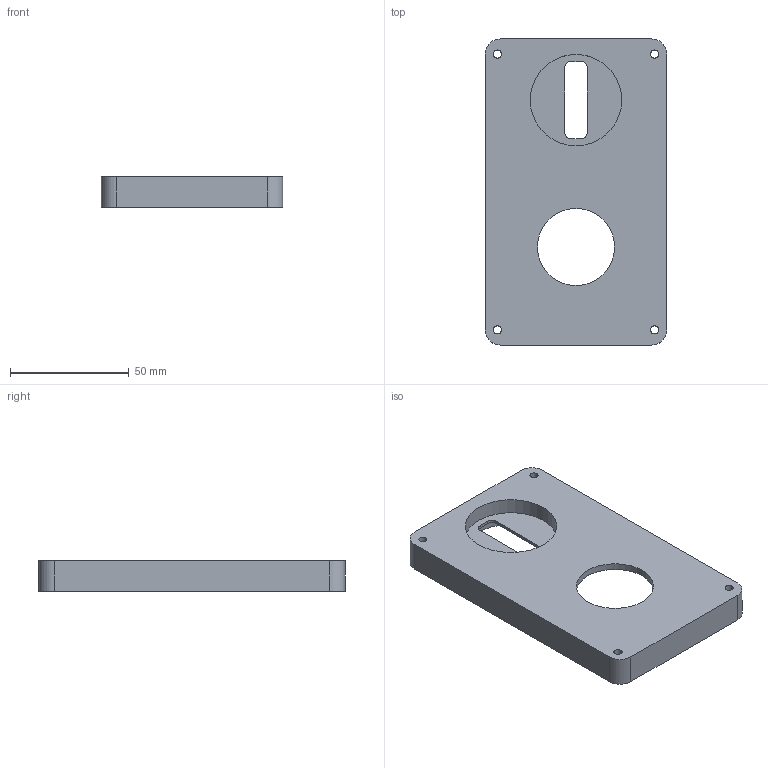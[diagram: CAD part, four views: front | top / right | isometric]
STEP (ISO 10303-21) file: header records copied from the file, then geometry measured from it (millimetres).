
FILE_DESCRIPTION(/* description */ (''),/* implementation_level */ '2;1');
FILE_NAME(/* name */ 'NewDoorMount v4.step',/* time_stamp */ '2022-05-04T09:06:44-04:00',/* author */ (''),/* organization */ (''),/* preprocessor_version */ 'ST-DEVELOPER v18.1',/* originating_system */ 'Autodesk Translation Framework v10.14.0.1471',/* authorisation */ '');
FILE_SCHEMA (('AUTOMOTIVE_DESIGN { 1 0 10303 214 3 1 1 }'));
Length unit declared in the file: inch
Products named in the file (3): NewDoorMount; Inside_Door_Base_V1; Inside_Door_Motor_Cap_V1
Assembly tree (2 placements, depth 2):
  NewDoorMount
    Inside_Door_Base_V1
    Inside_Door_Motor_Cap_V1
Bounding box: 76.2 x 128.67 x 12.7 mm (x, y, z)
Volume: 73902.6 mm3; surface area: 26635.2 mm2
Topology: 1 solids, 1 shells, 29 faces, 72 edges, 48 vertices
Faces by surface type: cylinder 16, plane 13
Full cylindrical faces by diameter (mm): 3.4 x4, 32.385 x1, 38.417 x2, 66.04 x1
Entity records: 995 total; most frequent: DIRECTION 172, CARTESIAN_POINT 154, ORIENTED_EDGE 144, EDGE_CURVE 72, AXIS2_PLACEMENT_3D 66, VERTEX_POINT 48, EDGE_LOOP 44, LINE 40
